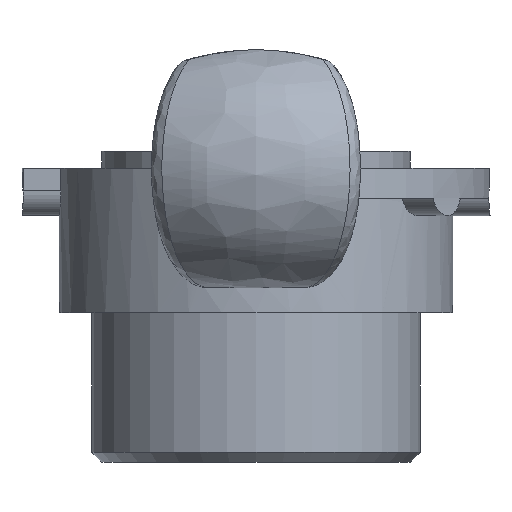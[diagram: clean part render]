
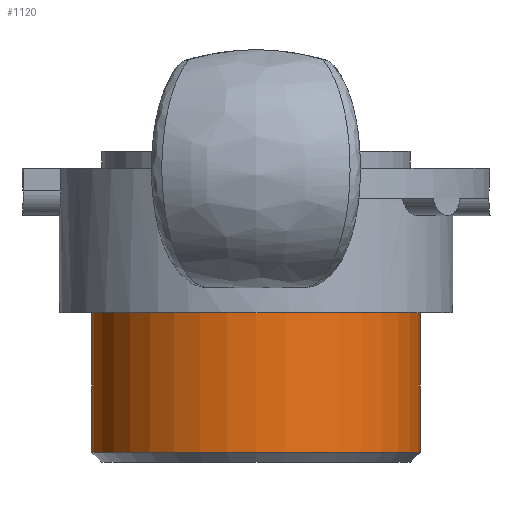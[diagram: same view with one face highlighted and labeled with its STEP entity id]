
A CAD part, left-side view. The second image highlights one B-rep face of the part: STEP entity #1120.
In plain terms, the highlighted cylindrical face has radius 16.5 mm (diameter 33 mm), a full revolution.
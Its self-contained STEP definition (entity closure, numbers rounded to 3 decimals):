
#125=FACE_OUTER_BOUND('',#192,.T.);
#192=EDGE_LOOP('',(#734,#735,#736,#737,#738));
#258=LINE('',#1656,#314);
#314=VECTOR('',#1379,16.5);
#378=CIRCLE('',#1223,16.5);
#379=CIRCLE('',#1224,16.5);
#380=CIRCLE('',#1226,16.5);
#435=VERTEX_POINT('',#1648);
#436=VERTEX_POINT('',#1650);
#437=VERTEX_POINT('',#1654);
#551=EDGE_CURVE('',#435,#436,#378,.T.);
#552=EDGE_CURVE('',#436,#435,#379,.T.);
#553=EDGE_CURVE('',#437,#437,#380,.T.);
#554=EDGE_CURVE('',#437,#436,#258,.T.);
#734=ORIENTED_EDGE('',*,*,#553,.T.);
#735=ORIENTED_EDGE('',*,*,#554,.T.);
#736=ORIENTED_EDGE('',*,*,#551,.F.);
#737=ORIENTED_EDGE('',*,*,#552,.F.);
#738=ORIENTED_EDGE('',*,*,#554,.F.);
#1026=CYLINDRICAL_SURFACE('',#1225,16.5);
#1120=ADVANCED_FACE('',(#125),#1026,.T.);
#1223=AXIS2_PLACEMENT_3D('',#1651,#1371,#1372);
#1224=AXIS2_PLACEMENT_3D('',#1652,#1373,#1374);
#1225=AXIS2_PLACEMENT_3D('',#1653,#1375,#1376);
#1226=AXIS2_PLACEMENT_3D('',#1655,#1377,#1378);
#1371=DIRECTION('center_axis',(0.,0.,-1.));
#1372=DIRECTION('ref_axis',(-1.,0.,0.));
#1373=DIRECTION('center_axis',(0.,0.,-1.));
#1374=DIRECTION('ref_axis',(-1.,0.,0.));
#1375=DIRECTION('center_axis',(0.,0.,-1.));
#1376=DIRECTION('ref_axis',(1.,0.,0.));
#1377=DIRECTION('center_axis',(0.,0.,-1.));
#1378=DIRECTION('ref_axis',(1.,0.,0.));
#1379=DIRECTION('',(0.,0.,-1.));
#1648=CARTESIAN_POINT('',(16.5,0.,-28.5));
#1650=CARTESIAN_POINT('',(-16.5,0.,-28.5));
#1651=CARTESIAN_POINT('Origin',(0.,0.,-28.5));
#1652=CARTESIAN_POINT('Origin',(0.,0.,-28.5));
#1653=CARTESIAN_POINT('Origin',(0.,0.,-22.));
#1654=CARTESIAN_POINT('',(-16.5,0.,-14.5));
#1655=CARTESIAN_POINT('Origin',(0.,0.,-14.5));
#1656=CARTESIAN_POINT('',(-16.5,0.,-22.));
